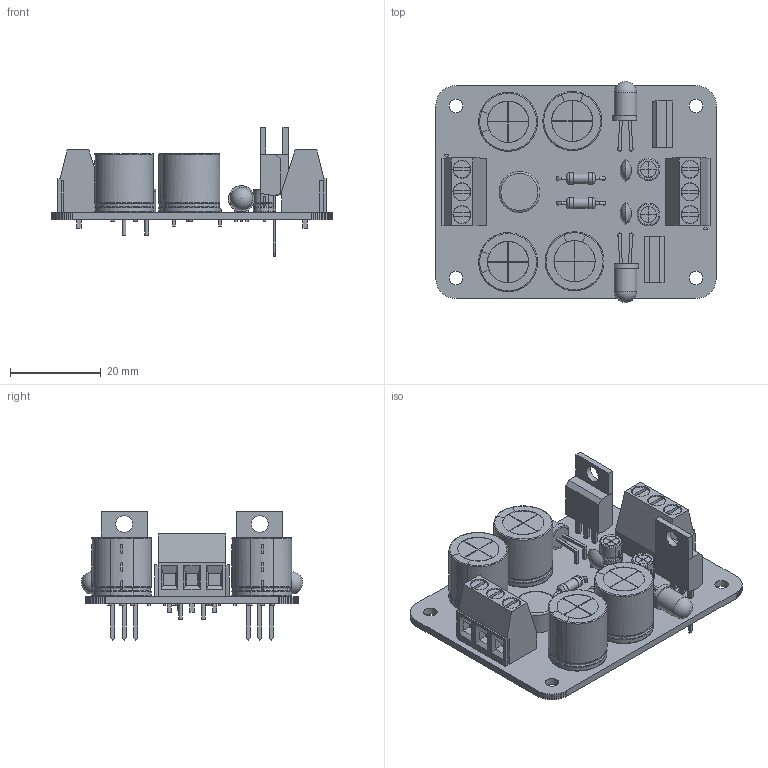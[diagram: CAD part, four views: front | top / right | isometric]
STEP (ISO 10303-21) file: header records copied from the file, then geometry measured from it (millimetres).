
FILE_DESCRIPTION(('KiCad electronic assembly'),'2;1');
FILE_NAME('Fuente_TE2007B_Simetrica.step','2023-06-12T22:32:24',( 'Pcbnew'),('Kicad'),'Open CASCADE STEP processor 7.6', 'KiCad to STEP converter','Unknown');
FILE_SCHEMA(('AUTOMOTIVE_DESIGN { 1 0 10303 214 1 1 1 1 }'));
Length unit declared in the file: millimetre
Products named in the file (18): Fuente_TE2007B_Simetrica 1; CP_Radial_D13.0mm_P5.00mm; SOLID; TerminalBlock_Phoenix_MKDS-1,5-3_1x03_P5.00mm_Horizontal; R_Axial_DIN0207_L6.3mm_D2.5mm_P10.16mm_Horizontal; CP_Radial_D5.0mm_P2.00mm; TO-220-3_Vertical; C_Disc_D5.0mm_W2.5mm_P2.50mm; LED_D5.0mm_Horizontal_O6.35mm_Z3.0mm; Diode_Bridge_Round_D9.0mm; Fuente_TE2007B_Simetrica PCB
Assembly tree (26 placements, depth 3):
  Fuente_TE2007B_Simetrica 1
    CP_Radial_D13.0mm_P5.00mm  x4
      SOLID
    TerminalBlock_Phoenix_MKDS-1,5-3_1x03_P5.00mm_Horizontal  x2
      SOLID
    R_Axial_DIN0207_L6.3mm_D2.5mm_P10.16mm_Horizontal  x2
      SOLID
    CP_Radial_D5.0mm_P2.00mm  x2
      SOLID
    TO-220-3_Vertical  x2
      SOLID
    C_Disc_D5.0mm_W2.5mm_P2.50mm  x2
      SOLID
    LED_D5.0mm_Horizontal_O6.35mm_Z3.0mm  x2
      SOLID
    Diode_Bridge_Round_D9.0mm
      SOLID
    Fuente_TE2007B_Simetrica PCB
Bounding box: 62 x 48.9 x 28.52 mm (x, y, z)
Volume: 16205.5 mm3; surface area: 16368.4 mm2
Topology: 18 solids, 24 shells, 890 faces, 2265 edges, 1465 vertices
Faces by surface type: plane 600, cylinder 173, bspline 60, revolution 30, torus 21, sphere 6
Full cylindrical faces by diameter (mm): 0.5 x8, 0.6 x8, 0.8 x16, 0.9 x12, 1 x4, 1.1 x6, 1.2 x8, 1.3 x6, 2.25 x2, 2.5 x4, 3 x4, 3.735 x2, 3.8 x6, 4 x6, 5 x2, 9 x1
Entity records: 36015 total; most frequent: CARTESIAN_POINT 9538, DIRECTION 4401, LINE 2795, VECTOR 2795, ORIENTED_EDGE 2362, PCURVE 2362, DEFINITIONAL_REPRESENTATION 2362, EDGE_CURVE 1181
